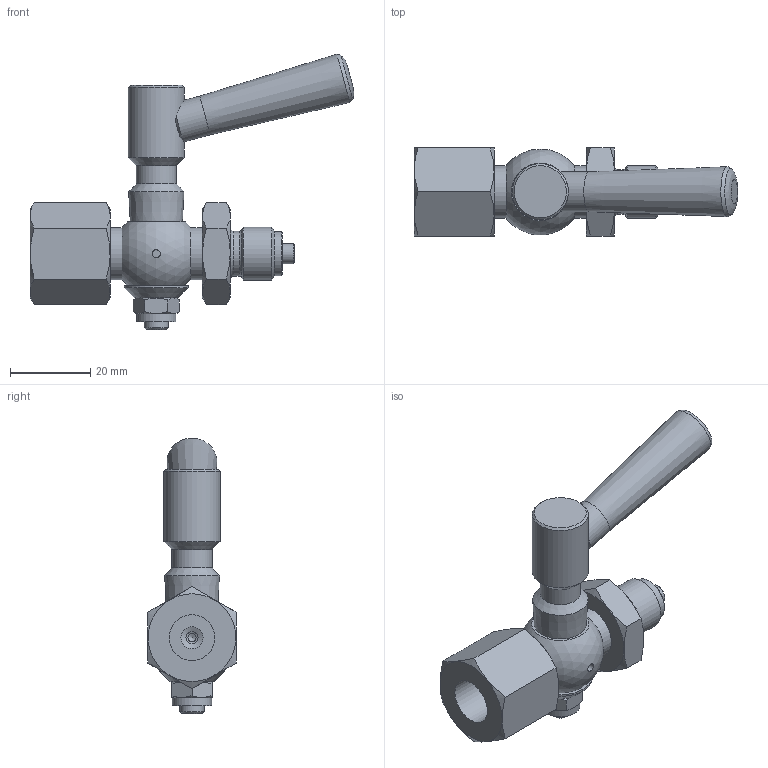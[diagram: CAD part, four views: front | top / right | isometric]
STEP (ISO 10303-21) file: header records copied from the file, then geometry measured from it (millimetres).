
FILE_DESCRIPTION(/* description */ (''),/* implementation_level */ '2;1');
FILE_NAME(/* name */ 'mah_14_mz_es.stp',/* time_stamp */ '2019-11-12T14:44:42+01:00',/* author */ ('leitheußer'),/* organization */ (''),/* preprocessor_version */ 'ST-DEVELOPER v15.6',/* originating_system */ 'Autodesk Inventor LT ',/* authorisation */ '');
FILE_SCHEMA (('AUTOMOTIVE_DESIGN { 1 0 10303 214 3 1 1 }'));
Length unit declared in the file: millimetre
Products named in the file (1): 10015023
Bounding box: 80.82 x 22 x 68.78 mm (x, y, z)
Volume: 26446 mm3; surface area: 9647.2 mm2
Topology: 1 solids, 1 shells, 91 faces, 207 edges, 131 vertices
Faces by surface type: plane 36, cone 26, cylinder 25, torus 2, bspline 1, sphere 1
Full cylindrical faces by diameter (mm): 2 x3, 3 x2, 5 x1, 5.5 x1, 6 x2, 7 x1, 9.8 x1, 10 x2, 11 x1, 11.2 x1, 11.445 x1, 13 x2, 13.157 x1, 14 x1, 16 x1
Entity records: 2326 total; most frequent: CARTESIAN_POINT 530, DIRECTION 346, ORIENTED_EDGE 274, AXIS2_PLACEMENT_3D 164, EDGE_LOOP 155, EDGE_CURVE 137, VERTEX_POINT 112, STYLED_ITEM 92
